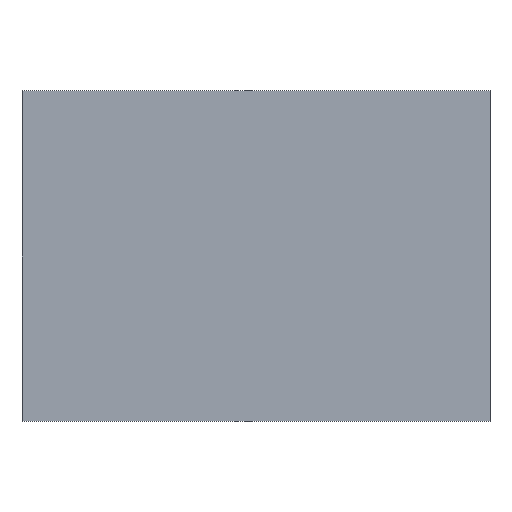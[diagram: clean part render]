
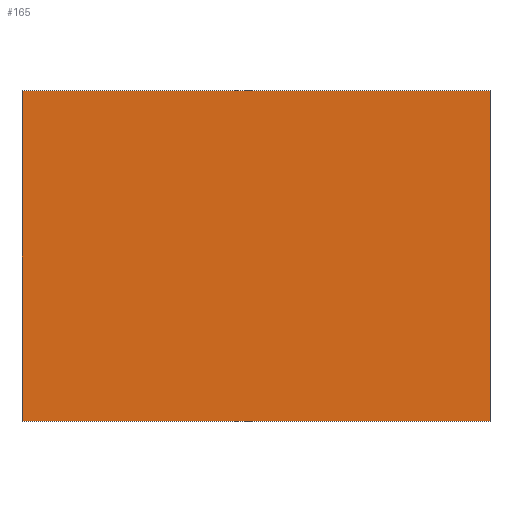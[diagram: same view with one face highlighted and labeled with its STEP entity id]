
A CAD part, top view. The second image highlights one B-rep face of the part: STEP entity #165.
In plain terms, the highlighted planar face has unit normal (0, 0, 1).
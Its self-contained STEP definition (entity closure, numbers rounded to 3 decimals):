
#165 = ADVANCED_FACE( '', ( #276 ), #277, .F. );
#276 = FACE_OUTER_BOUND( '', #362, .T. );
#277 = PLANE( '', #363 );
#362 = EDGE_LOOP( '', ( #506, #507, #508, #509 ) );
#363 = AXIS2_PLACEMENT_3D( '', #510, #511, #512 );
#506 = ORIENTED_EDGE( '', *, *, #642, .F. );
#507 = ORIENTED_EDGE( '', *, *, #643, .F. );
#508 = ORIENTED_EDGE( '', *, *, #616, .F. );
#509 = ORIENTED_EDGE( '', *, *, #603, .F. );
#510 = CARTESIAN_POINT( '', ( 0., 0., 0.038 ) );
#511 = DIRECTION( '', ( 0., 0., -1. ) );
#512 = DIRECTION( '', ( -1., 0., 0. ) );
#603 = EDGE_CURVE( '', #686, #688, #689, .T. );
#616 = EDGE_CURVE( '', #688, #709, #710, .T. );
#642 = EDGE_CURVE( '', #745, #686, #746, .T. );
#643 = EDGE_CURVE( '', #709, #745, #747, .T. );
#686 = VERTEX_POINT( '', #802 );
#688 = VERTEX_POINT( '', #805 );
#689 = LINE( '', #806, #807 );
#709 = VERTEX_POINT( '', #836 );
#710 = LINE( '', #837, #838 );
#745 = VERTEX_POINT( '', #890 );
#746 = LINE( '', #891, #892 );
#747 = LINE( '', #893, #894 );
#802 = CARTESIAN_POINT( '', ( 148.5, -105., 0.038 ) );
#805 = CARTESIAN_POINT( '', ( -148.5, -105., 0.038 ) );
#806 = CARTESIAN_POINT( '', ( 148.5, -105., 0.038 ) );
#807 = VECTOR( '', #927, 1000. );
#836 = CARTESIAN_POINT( '', ( -148.5, 105., 0.038 ) );
#837 = CARTESIAN_POINT( '', ( -148.5, -105., 0.038 ) );
#838 = VECTOR( '', #937, 1000. );
#890 = CARTESIAN_POINT( '', ( 148.5, 105., 0.038 ) );
#891 = CARTESIAN_POINT( '', ( 148.5, 105., 0.038 ) );
#892 = VECTOR( '', #955, 1000. );
#893 = CARTESIAN_POINT( '', ( -148.5, 105., 0.038 ) );
#894 = VECTOR( '', #956, 1000. );
#927 = DIRECTION( '', ( -1., 0., 0. ) );
#937 = DIRECTION( '', ( 0., 1., 0. ) );
#955 = DIRECTION( '', ( 0., -1., 0. ) );
#956 = DIRECTION( '', ( 1., 0., 0. ) );
